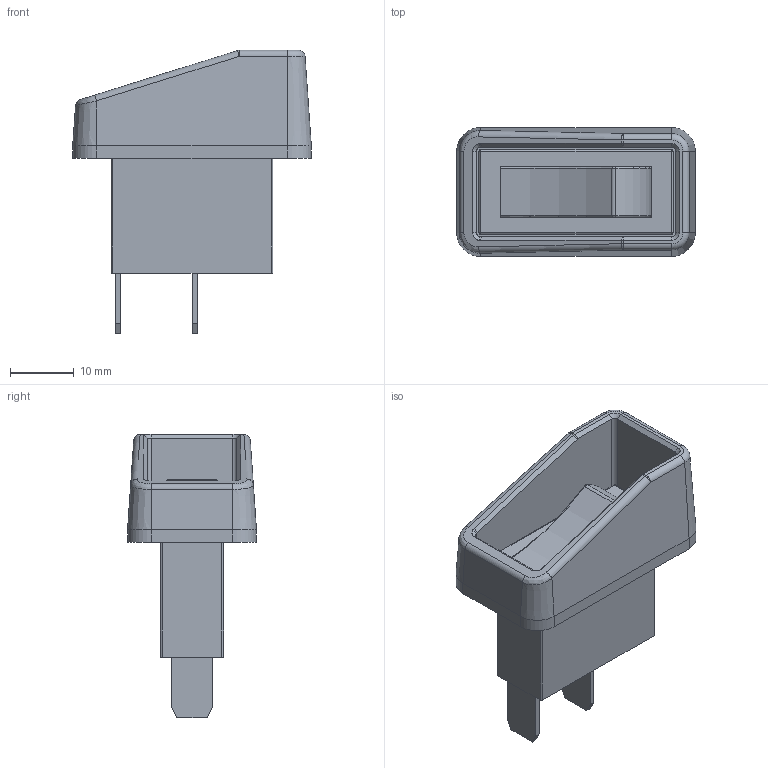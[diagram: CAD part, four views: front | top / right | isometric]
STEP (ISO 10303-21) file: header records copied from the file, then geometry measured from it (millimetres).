
FILE_DESCRIPTION(/* description */ (''),/* implementation_level */ '2;1');
FILE_NAME(/* name */ 'Power Switch Cover.step',/* time_stamp */ '2023-02-04T13:09:53-06:00',/* author */ (''),/* organization */ (''),/* preprocessor_version */ 'ST-DEVELOPER v19.2',/* originating_system */ 'Autodesk Translation Framework v11.17.0.187',/* authorisation */ '');
FILE_SCHEMA (('AUTOMOTIVE_DESIGN { 1 0 10303 214 3 1 1 }'));
Length unit declared in the file: millimetre
Products named in the file (5): Power Switch Cover; Cover; PN900; Rocker; Switch Body
Assembly tree (4 placements, depth 3):
  Power Switch Cover
    Cover
    PN900
      Rocker
      Switch Body
Bounding box: 37.55 x 20.3 x 44.57 mm (x, y, z)
Volume: 10271.1 mm3; surface area: 7019.1 mm2
Topology: 6 solids, 6 shells, 133 faces, 307 edges, 188 vertices
Faces by surface type: plane 70, cylinder 35, cone 8, torus 8, bspline 6, sphere 6
Entity records: 4016 total; most frequent: CARTESIAN_POINT 831, DIRECTION 653, ORIENTED_EDGE 614, EDGE_CURVE 307, AXIS2_PLACEMENT_3D 224, LINE 205, VECTOR 205, VERTEX_POINT 188
